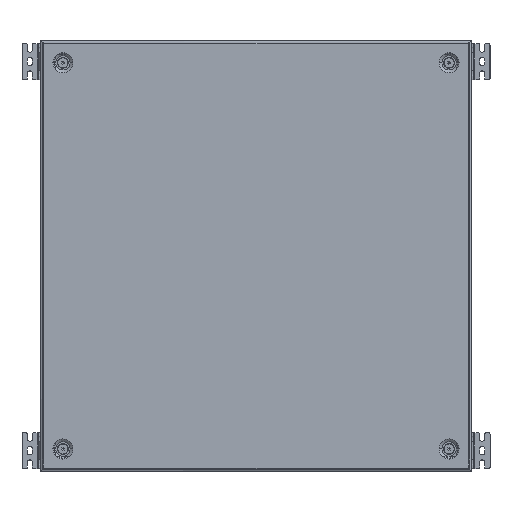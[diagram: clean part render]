
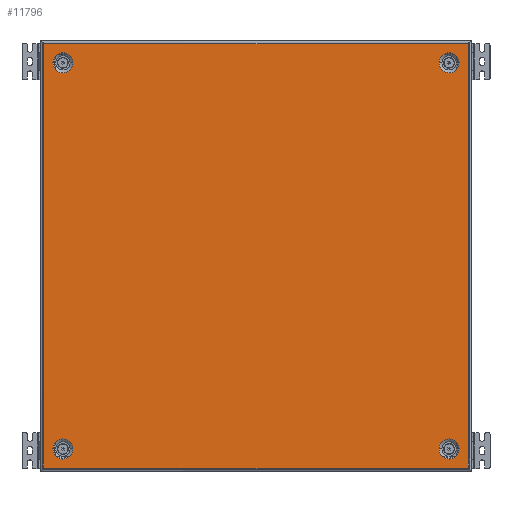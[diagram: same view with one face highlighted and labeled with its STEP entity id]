
A CAD part, top view. The second image highlights one B-rep face of the part: STEP entity #11796.
In plain terms, the highlighted planar face has unit normal (0, 0, 1).
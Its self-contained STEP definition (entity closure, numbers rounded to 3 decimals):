
#140 = EDGE_CURVE ( 'NONE', #6735, #17444, #14400, .T. ) ;
#202 = DIRECTION ( 'NONE',  ( 0., 0., 1. ) ) ;
#370 = VERTEX_POINT ( 'NONE', #7423 ) ;
#462 = DIRECTION ( 'NONE',  ( -1., 0., 0. ) ) ;
#523 = VECTOR ( 'NONE', #23077, 1000. ) ;
#727 = CARTESIAN_POINT ( 'NONE',  ( -283., -269., 0. ) ) ;
#1252 = DIRECTION ( 'NONE',  ( 1., 0., 0. ) ) ;
#1754 = LINE ( 'NONE', #27714, #14009 ) ;
#1824 = CARTESIAN_POINT ( 'NONE',  ( -295.793, -295.5, 0. ) ) ;
#1849 = EDGE_CURVE ( 'NONE', #370, #22918, #7926, .T. ) ;
#1920 = EDGE_LOOP ( 'NONE', ( #13984, #14700 ) ) ;
#2112 = DIRECTION ( 'NONE',  ( 1., 0., 0. ) ) ;
#2155 = DIRECTION ( 'NONE',  ( 0., 0., 1. ) ) ;
#2341 = LINE ( 'NONE', #20328, #10525 ) ;
#2577 = ORIENTED_EDGE ( 'NONE', *, *, #24802, .F. ) ;
#2686 = DIRECTION ( 'NONE',  ( 1., 0., 0. ) ) ;
#2973 = DIRECTION ( 'NONE',  ( -1., 0., 0. ) ) ;
#3098 = CIRCLE ( 'NONE', #25793, 14. ) ;
#3338 = VECTOR ( 'NONE', #1252, 1000. ) ;
#3514 = VERTEX_POINT ( 'NONE', #14956 ) ;
#3516 = EDGE_CURVE ( 'NONE', #14915, #13025, #1754, .T. ) ;
#3682 = VERTEX_POINT ( 'NONE', #15382 ) ;
#3685 = EDGE_CURVE ( 'NONE', #5810, #24783, #3827, .T. ) ;
#3749 = FACE_OUTER_BOUND ( 'NONE', #11141, .T. ) ;
#3827 = CIRCLE ( 'NONE', #28368, 14. ) ;
#4692 = CIRCLE ( 'NONE', #22787, 14. ) ;
#4696 = ORIENTED_EDGE ( 'NONE', *, *, #13062, .F. ) ;
#4805 = ORIENTED_EDGE ( 'NONE', *, *, #140, .F. ) ;
#5081 = DIRECTION ( 'NONE',  ( 0., 0., 1. ) ) ;
#5427 = VERTEX_POINT ( 'NONE', #24058 ) ;
#5597 = CARTESIAN_POINT ( 'NONE',  ( 295.5, 295.5, 0. ) ) ;
#5810 = VERTEX_POINT ( 'NONE', #19526 ) ;
#5915 = FACE_BOUND ( 'NONE', #14692, .T. ) ;
#6302 = LINE ( 'NONE', #20101, #26005 ) ;
#6350 = AXIS2_PLACEMENT_3D ( 'NONE', #25002, #202, #2973 ) ;
#6735 = VERTEX_POINT ( 'NONE', #10973 ) ;
#6872 = VECTOR ( 'NONE', #24503, 1000. ) ;
#6915 = VERTEX_POINT ( 'NONE', #16014 ) ;
#7211 = CARTESIAN_POINT ( 'NONE',  ( 295.4, -295.5, 0. ) ) ;
#7423 = CARTESIAN_POINT ( 'NONE',  ( 255., 269., 0. ) ) ;
#7541 = FACE_BOUND ( 'NONE', #24085, .T. ) ;
#7865 = DIRECTION ( 'NONE',  ( -1., 0., 0. ) ) ;
#7921 = VECTOR ( 'NONE', #2686, 1000. ) ;
#7926 = CIRCLE ( 'NONE', #26413, 14. ) ;
#8156 = CARTESIAN_POINT ( 'NONE',  ( -297.5, 295.5, 0. ) ) ;
#8729 = DIRECTION ( 'NONE',  ( 1., 0., 0. ) ) ;
#8733 = VECTOR ( 'NONE', #10451, 1000. ) ;
#9154 = CARTESIAN_POINT ( 'NONE',  ( 295.4, 295.5, 0. ) ) ;
#9507 = AXIS2_PLACEMENT_3D ( 'NONE', #23493, #9689, #18566 ) ;
#9689 = DIRECTION ( 'NONE',  ( 0., 0., 1. ) ) ;
#9993 = CARTESIAN_POINT ( 'NONE',  ( -295.4, 295.5, 0. ) ) ;
#10451 = DIRECTION ( 'NONE',  ( 1., 0., 0. ) ) ;
#10525 = VECTOR ( 'NONE', #11162, 1000. ) ;
#10648 = EDGE_CURVE ( 'NONE', #13025, #17444, #2341, .T. ) ;
#10803 = VERTEX_POINT ( 'NONE', #17118 ) ;
#10876 = EDGE_CURVE ( 'NONE', #6915, #5427, #19351, .T. ) ;
#10973 = CARTESIAN_POINT ( 'NONE',  ( -295.5, 295.5, 0. ) ) ;
#11141 = EDGE_LOOP ( 'NONE', ( #22149, #15911, #4805, #15624, #26053, #15143, #21384, #15128 ) ) ;
#11162 = DIRECTION ( 'NONE',  ( -1., 0., 0. ) ) ;
#11183 = CARTESIAN_POINT ( 'NONE',  ( -269., -269., 0. ) ) ;
#11424 = CARTESIAN_POINT ( 'NONE',  ( -269., 269., 0. ) ) ;
#11511 = CIRCLE ( 'NONE', #13835, 14. ) ;
#11597 = CARTESIAN_POINT ( 'NONE',  ( -269., -269., 0. ) ) ;
#11679 = EDGE_CURVE ( 'NONE', #3682, #14915, #18420, .T. ) ;
#11796 = ADVANCED_FACE ( 'NONE', ( #5915, #14776, #3749, #16395, #7541 ), #27671, .T. ) ;
#11950 = VERTEX_POINT ( 'NONE', #26494 ) ;
#12305 = LINE ( 'NONE', #16535, #523 ) ;
#13025 = VERTEX_POINT ( 'NONE', #9154 ) ;
#13062 = EDGE_CURVE ( 'NONE', #11950, #10803, #16902, .T. ) ;
#13133 = ORIENTED_EDGE ( 'NONE', *, *, #25273, .F. ) ;
#13694 = CARTESIAN_POINT ( 'NONE',  ( 297.5, -295.5, 0. ) ) ;
#13771 = CIRCLE ( 'NONE', #6350, 14. ) ;
#13775 = DIRECTION ( 'NONE',  ( -1., 0., 0. ) ) ;
#13777 = DIRECTION ( 'NONE',  ( 1., 0., 0. ) ) ;
#13835 = AXIS2_PLACEMENT_3D ( 'NONE', #22326, #22178, #19997 ) ;
#13984 = ORIENTED_EDGE ( 'NONE', *, *, #15390, .F. ) ;
#14009 = VECTOR ( 'NONE', #7865, 1000. ) ;
#14094 = CARTESIAN_POINT ( 'NONE',  ( 283., 269., 0. ) ) ;
#14400 = LINE ( 'NONE', #8156, #8733 ) ;
#14692 = EDGE_LOOP ( 'NONE', ( #20448, #2577 ) ) ;
#14700 = ORIENTED_EDGE ( 'NONE', *, *, #1849, .F. ) ;
#14776 = FACE_BOUND ( 'NONE', #1920, .T. ) ;
#14915 = VERTEX_POINT ( 'NONE', #5597 ) ;
#14956 = CARTESIAN_POINT ( 'NONE',  ( -295.5, -295.5, 0. ) ) ;
#14979 = VERTEX_POINT ( 'NONE', #23315 ) ;
#15128 = ORIENTED_EDGE ( 'NONE', *, *, #11679, .T. ) ;
#15143 = ORIENTED_EDGE ( 'NONE', *, *, #23542, .T. ) ;
#15382 = CARTESIAN_POINT ( 'NONE',  ( 295.5, -295.5, 0. ) ) ;
#15390 = EDGE_CURVE ( 'NONE', #22918, #370, #13771, .T. ) ;
#15624 = ORIENTED_EDGE ( 'NONE', *, *, #24985, .T. ) ;
#15799 = DIRECTION ( 'NONE',  ( 1., 0., 0. ) ) ;
#15911 = ORIENTED_EDGE ( 'NONE', *, *, #10648, .T. ) ;
#15929 = ORIENTED_EDGE ( 'NONE', *, *, #19886, .F. ) ;
#16014 = CARTESIAN_POINT ( 'NONE',  ( -283., 269., 0. ) ) ;
#16112 = DIRECTION ( 'NONE',  ( 0., 0., 1. ) ) ;
#16395 = FACE_BOUND ( 'NONE', #19507, .T. ) ;
#16535 = CARTESIAN_POINT ( 'NONE',  ( -295.5, 295.793, 0. ) ) ;
#16902 = CIRCLE ( 'NONE', #24762, 14. ) ;
#17118 = CARTESIAN_POINT ( 'NONE',  ( 283., -269., 0. ) ) ;
#17444 = VERTEX_POINT ( 'NONE', #9993 ) ;
#18420 = LINE ( 'NONE', #26668, #6872 ) ;
#18515 = VERTEX_POINT ( 'NONE', #7211 ) ;
#18566 = DIRECTION ( 'NONE',  ( 1., 0., 0. ) ) ;
#19351 = CIRCLE ( 'NONE', #28151, 14. ) ;
#19507 = EDGE_LOOP ( 'NONE', ( #13133, #4696 ) ) ;
#19526 = CARTESIAN_POINT ( 'NONE',  ( -255., -269., 0. ) ) ;
#19886 = EDGE_CURVE ( 'NONE', #24783, #5810, #3098, .T. ) ;
#19997 = DIRECTION ( 'NONE',  ( 1., 0., 0. ) ) ;
#20101 = CARTESIAN_POINT ( 'NONE',  ( -295.793, -295.5, 0. ) ) ;
#20328 = CARTESIAN_POINT ( 'NONE',  ( 295.793, 295.5, 0. ) ) ;
#20448 = ORIENTED_EDGE ( 'NONE', *, *, #10876, .F. ) ;
#21384 = ORIENTED_EDGE ( 'NONE', *, *, #22480, .T. ) ;
#21749 = CARTESIAN_POINT ( 'NONE',  ( 269., 269., 0. ) ) ;
#22056 = ORIENTED_EDGE ( 'NONE', *, *, #3685, .F. ) ;
#22149 = ORIENTED_EDGE ( 'NONE', *, *, #3516, .T. ) ;
#22178 = DIRECTION ( 'NONE',  ( 0., 0., 1. ) ) ;
#22326 = CARTESIAN_POINT ( 'NONE',  ( 269., -269., 0. ) ) ;
#22361 = CARTESIAN_POINT ( 'NONE',  ( -269., 269., 0. ) ) ;
#22480 = EDGE_CURVE ( 'NONE', #18515, #3682, #24712, .T. ) ;
#22787 = AXIS2_PLACEMENT_3D ( 'NONE', #22361, #16112, #13777 ) ;
#22918 = VERTEX_POINT ( 'NONE', #14094 ) ;
#23077 = DIRECTION ( 'NONE',  ( 0., -1., 0. ) ) ;
#23315 = CARTESIAN_POINT ( 'NONE',  ( -295.4, -295.5, 0. ) ) ;
#23493 = CARTESIAN_POINT ( 'NONE',  ( 0., 0., 0. ) ) ;
#23542 = EDGE_CURVE ( 'NONE', #14979, #18515, #26034, .T. ) ;
#23737 = EDGE_CURVE ( 'NONE', #3514, #14979, #6302, .T. ) ;
#24058 = CARTESIAN_POINT ( 'NONE',  ( -255., 269., 0. ) ) ;
#24085 = EDGE_LOOP ( 'NONE', ( #15929, #22056 ) ) ;
#24503 = DIRECTION ( 'NONE',  ( 0., 1., 0. ) ) ;
#24682 = DIRECTION ( 'NONE',  ( 0., 0., 1. ) ) ;
#24690 = CARTESIAN_POINT ( 'NONE',  ( 269., -269., 0. ) ) ;
#24712 = LINE ( 'NONE', #13694, #7921 ) ;
#24762 = AXIS2_PLACEMENT_3D ( 'NONE', #24690, #28597, #8729 ) ;
#24783 = VERTEX_POINT ( 'NONE', #727 ) ;
#24802 = EDGE_CURVE ( 'NONE', #5427, #6915, #4692, .T. ) ;
#24985 = EDGE_CURVE ( 'NONE', #6735, #3514, #12305, .T. ) ;
#25002 = CARTESIAN_POINT ( 'NONE',  ( 269., 269., 0. ) ) ;
#25273 = EDGE_CURVE ( 'NONE', #10803, #11950, #11511, .T. ) ;
#25793 = AXIS2_PLACEMENT_3D ( 'NONE', #11183, #24682, #462 ) ;
#26005 = VECTOR ( 'NONE', #2112, 1000. ) ;
#26034 = LINE ( 'NONE', #1824, #3338 ) ;
#26053 = ORIENTED_EDGE ( 'NONE', *, *, #23737, .T. ) ;
#26357 = DIRECTION ( 'NONE',  ( -1., 0., 0. ) ) ;
#26413 = AXIS2_PLACEMENT_3D ( 'NONE', #21749, #2155, #26357 ) ;
#26494 = CARTESIAN_POINT ( 'NONE',  ( 255., -269., 0. ) ) ;
#26668 = CARTESIAN_POINT ( 'NONE',  ( 295.5, -295.793, 0. ) ) ;
#27671 = PLANE ( 'NONE',  #9507 ) ;
#27714 = CARTESIAN_POINT ( 'NONE',  ( 295.793, 295.5, 0. ) ) ;
#28151 = AXIS2_PLACEMENT_3D ( 'NONE', #11424, #28540, #15799 ) ;
#28368 = AXIS2_PLACEMENT_3D ( 'NONE', #11597, #5081, #13775 ) ;
#28540 = DIRECTION ( 'NONE',  ( 0., 0., 1. ) ) ;
#28597 = DIRECTION ( 'NONE',  ( 0., 0., 1. ) ) ;
